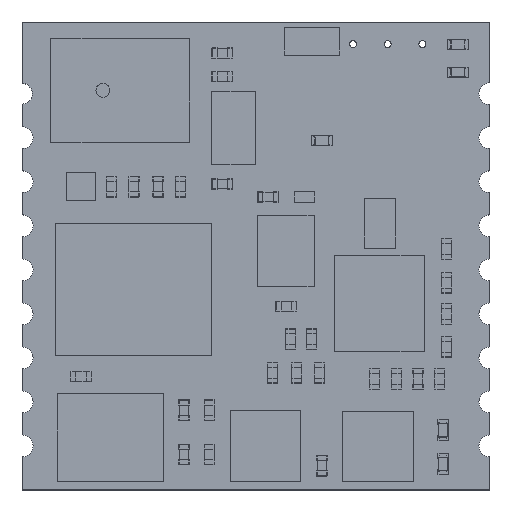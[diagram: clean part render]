
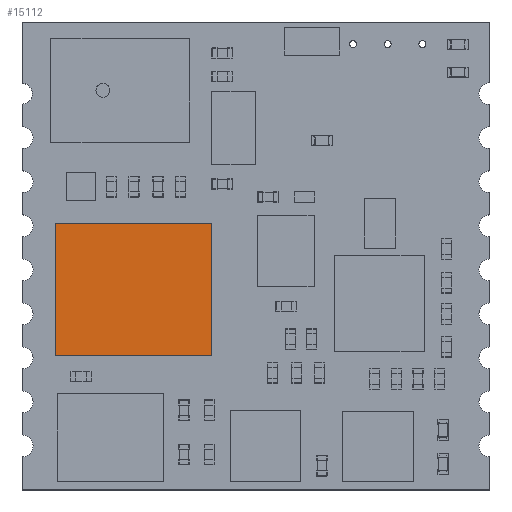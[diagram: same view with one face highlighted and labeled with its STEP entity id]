
A CAD part, top view. The second image highlights one B-rep face of the part: STEP entity #15112.
In plain terms, the highlighted planar face has unit normal (0, 0, 1).
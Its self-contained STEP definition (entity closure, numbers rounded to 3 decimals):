
#585 = EDGE_CURVE ( 'NONE', #16487, #20125, #15340, .T. ) ;
#1626 = VECTOR ( 'NONE', #17158, 1000. ) ;
#1645 = CARTESIAN_POINT ( 'NONE',  ( -2.254, -1.88, 0.56 ) ) ;
#2130 = LINE ( 'NONE', #18808, #1626 ) ;
#2282 = DIRECTION ( 'NONE',  ( 1., 0., 0. ) ) ;
#2716 = AXIS2_PLACEMENT_3D ( 'NONE', #7112, #18342, #8727 ) ;
#2725 = CARTESIAN_POINT ( 'NONE',  ( -2.254, 1.93, 0.56 ) ) ;
#3566 = VECTOR ( 'NONE', #2282, 1000. ) ;
#4033 = DIRECTION ( 'NONE',  ( 0., 1., 0. ) ) ;
#4087 = LINE ( 'NONE', #8675, #3566 ) ;
#6207 = ORIENTED_EDGE ( 'NONE', *, *, #7503, .T. ) ;
#6796 = VECTOR ( 'NONE', #16582, 1000. ) ;
#7112 = CARTESIAN_POINT ( 'NONE',  ( 0., 0., 0.56 ) ) ;
#7418 = CARTESIAN_POINT ( 'NONE',  ( 2.254, 1.93, 0.56 ) ) ;
#7503 = EDGE_CURVE ( 'NONE', #14929, #18867, #4087, .T. ) ;
#8586 = CARTESIAN_POINT ( 'NONE',  ( -2.254, 1.93, 0.56 ) ) ;
#8675 = CARTESIAN_POINT ( 'NONE',  ( 2.254, -1.88, 0.56 ) ) ;
#8715 = ORIENTED_EDGE ( 'NONE', *, *, #585, .T. ) ;
#8727 = DIRECTION ( 'NONE',  ( -1., 0., 0. ) ) ;
#9559 = CARTESIAN_POINT ( 'NONE',  ( 2.254, -1.88, 0.56 ) ) ;
#10124 = VECTOR ( 'NONE', #4033, 1000. ) ;
#10641 = LINE ( 'NONE', #15283, #10124 ) ;
#13309 = ORIENTED_EDGE ( 'NONE', *, *, #19824, .T. ) ;
#14929 = VERTEX_POINT ( 'NONE', #1645 ) ;
#15084 = ORIENTED_EDGE ( 'NONE', *, *, #19928, .T. ) ;
#15112 = ADVANCED_FACE ( 'NONE', ( #17249 ), #19909, .F. ) ;
#15283 = CARTESIAN_POINT ( 'NONE',  ( 2.254, 1.93, 0.56 ) ) ;
#15340 = LINE ( 'NONE', #8586, #6796 ) ;
#16487 = VERTEX_POINT ( 'NONE', #7418 ) ;
#16582 = DIRECTION ( 'NONE',  ( -1., 0., 0. ) ) ;
#16994 = EDGE_LOOP ( 'NONE', ( #15084, #6207, #13309, #8715 ) ) ;
#17158 = DIRECTION ( 'NONE',  ( 0., -1., 0. ) ) ;
#17249 = FACE_OUTER_BOUND ( 'NONE', #16994, .T. ) ;
#18342 = DIRECTION ( 'NONE',  ( 0., 0., -1. ) ) ;
#18808 = CARTESIAN_POINT ( 'NONE',  ( -2.254, -1.88, 0.56 ) ) ;
#18867 = VERTEX_POINT ( 'NONE', #9559 ) ;
#19824 = EDGE_CURVE ( 'NONE', #18867, #16487, #10641, .T. ) ;
#19909 = PLANE ( 'NONE',  #2716 ) ;
#19928 = EDGE_CURVE ( 'NONE', #20125, #14929, #2130, .T. ) ;
#20125 = VERTEX_POINT ( 'NONE', #2725 ) ;
